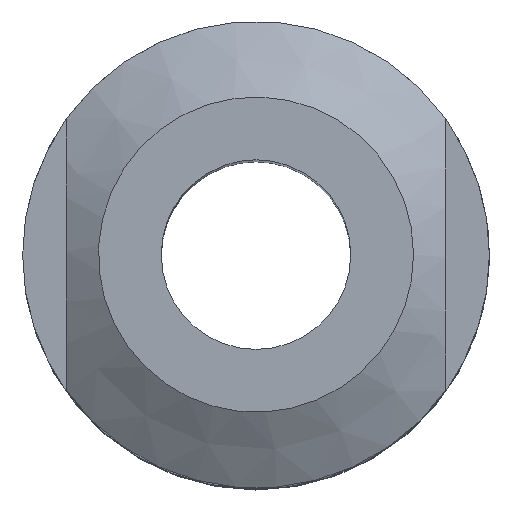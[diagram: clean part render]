
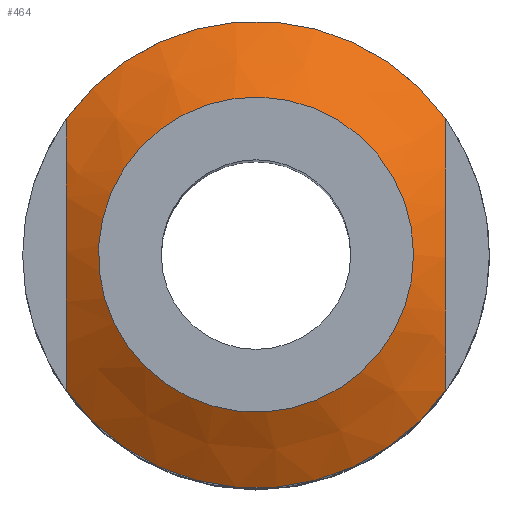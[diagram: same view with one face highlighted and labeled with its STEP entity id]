
A CAD part, top view. The second image highlights one B-rep face of the part: STEP entity #464.
In plain terms, the highlighted conical face has half-angle 60 degrees and reference radius 5.402 mm.
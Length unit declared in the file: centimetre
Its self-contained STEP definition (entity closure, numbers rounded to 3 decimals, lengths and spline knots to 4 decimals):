
#104=CONICAL_SURFACE('',#516,0.5402,1.047);
#105=(
BOUNDED_CURVE()
B_SPLINE_CURVE(2,(#713,#714,#715),.UNSPECIFIED.,.F.,.U.)
B_SPLINE_CURVE_WITH_KNOTS((3,3),(0.,0.9487),.UNSPECIFIED.)
CURVE()
GEOMETRIC_REPRESENTATION_ITEM()
RATIONAL_B_SPLINE_CURVE((1.,1.231,1.))
REPRESENTATION_ITEM('')
);
#106=(
BOUNDED_CURVE()
B_SPLINE_CURVE(2,(#719,#720,#721),.UNSPECIFIED.,.F.,.U.)
B_SPLINE_CURVE_WITH_KNOTS((3,3),(0.,0.9487),.UNSPECIFIED.)
CURVE()
GEOMETRIC_REPRESENTATION_ITEM()
RATIONAL_B_SPLINE_CURVE((1.,1.231,1.))
REPRESENTATION_ITEM('')
);
#149=VERTEX_POINT('',#696);
#152=VERTEX_POINT('',#701);
#153=VERTEX_POINT('',#703);
#156=VERTEX_POINT('',#709);
#157=VERTEX_POINT('',#724);
#186=CIRCLE('',#510,0.8);
#188=CIRCLE('',#517,0.5402);
#219=EDGE_CURVE('',#153,#152,#186,.T.);
#223=EDGE_CURVE('',#149,#156,#186,.T.);
#225=EDGE_CURVE('',#152,#149,#105,.T.);
#227=EDGE_CURVE('',#156,#153,#106,.T.);
#228=EDGE_CURVE('',#157,#157,#188,.T.);
#296=ORIENTED_EDGE('',*,*,#225,.T.);
#297=ORIENTED_EDGE('',*,*,#223,.T.);
#298=ORIENTED_EDGE('',*,*,#227,.T.);
#299=ORIENTED_EDGE('',*,*,#219,.T.);
#300=ORIENTED_EDGE('',*,*,#228,.T.);
#361=EDGE_LOOP('',(#296,#297,#298,#299));
#362=EDGE_LOOP('',(#300));
#423=FACE_BOUND('',#361,.T.);
#424=FACE_BOUND('',#362,.T.);
#464=ADVANCED_FACE('',(#423,#424),#104,.T.);
#510=AXIS2_PLACEMENT_3D('',#702,#599,#600);
#516=AXIS2_PLACEMENT_3D('',#722,#611,#612);
#517=AXIS2_PLACEMENT_3D('',#723,#613,#614);
#599=DIRECTION('',(0.,0.,1.));
#600=DIRECTION('',(-0.8,0.,0.));
#611=DIRECTION('',(0.,0.,-1.));
#612=DIRECTION('',(-0.54,0.,0.));
#613=DIRECTION('',(0.,0.,-1.));
#614=DIRECTION('',(-0.54,0.,0.));
#696=CARTESIAN_POINT('',(0.65,0.4664,3.85));
#701=CARTESIAN_POINT('',(0.65,-0.4664,3.85));
#702=CARTESIAN_POINT('',(0.,0.,3.85));
#703=CARTESIAN_POINT('',(-0.65,-0.4664,3.85));
#709=CARTESIAN_POINT('',(-0.65,0.4664,3.85));
#713=CARTESIAN_POINT('',(0.65,-0.4664,3.85));
#714=CARTESIAN_POINT('',(0.65,0.,4.007));
#715=CARTESIAN_POINT('',(0.65,0.4664,3.85));
#719=CARTESIAN_POINT('',(-0.65,0.4664,3.85));
#720=CARTESIAN_POINT('',(-0.65,0.,4.007));
#721=CARTESIAN_POINT('',(-0.65,-0.4664,3.85));
#722=CARTESIAN_POINT('',(0.,0.,4.));
#723=CARTESIAN_POINT('',(0.,0.,4.));
#724=CARTESIAN_POINT('',(0.5402,0.,4.));
